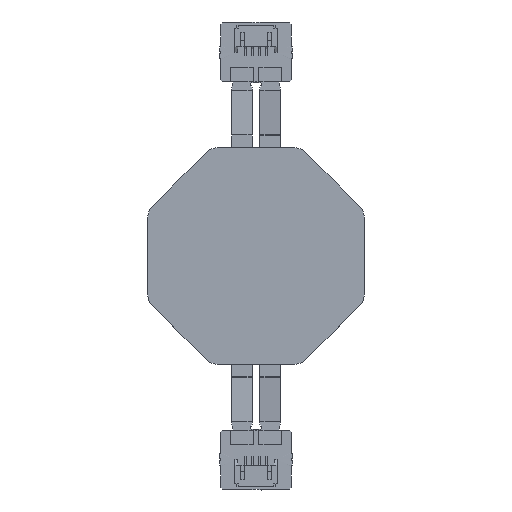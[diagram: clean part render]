
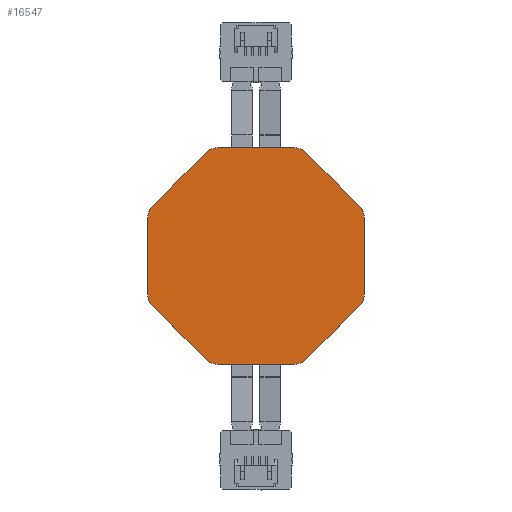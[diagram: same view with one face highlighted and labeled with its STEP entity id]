
A CAD part, top view. The second image highlights one B-rep face of the part: STEP entity #16547.
In plain terms, the highlighted planar face has unit normal (0, 0, 1).
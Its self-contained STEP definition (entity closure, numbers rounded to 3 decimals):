
#4235=DIRECTION('',(0.,-1.,0.));
#4236=VECTOR('',#4235,0.392);
#4237=CARTESIAN_POINT('',(-30.1,13.175,0.575));
#4238=LINE('',#4237,#4236);
#4242=DIRECTION('',(-0.707,-0.707,0.));
#4243=VECTOR('',#4242,23.936);
#4244=CARTESIAN_POINT('',(-13.175,30.1,0.575));
#4245=LINE('',#4244,#4243);
#4249=DIRECTION('',(-1.,0.,0.));
#4250=VECTOR('',#4249,0.392);
#4251=CARTESIAN_POINT('',(-12.783,30.1,0.575));
#4252=LINE('',#4251,#4250);
#4256=CARTESIAN_POINT('',(-10.604,25.6,0.575));
#4257=DIRECTION('',(0.,0.,1.));
#4258=DIRECTION('',(0.,1.,0.));
#4259=AXIS2_PLACEMENT_3D('',#4256,#4257,#4258);
#4264=DIRECTION('',(-1.,0.,0.));
#4265=VECTOR('',#4264,21.208);
#4266=CARTESIAN_POINT('',(10.604,30.6,0.575));
#4267=LINE('',#4266,#4265);
#4271=CARTESIAN_POINT('',(10.604,25.6,0.575));
#4272=DIRECTION('',(0.,0.,1.));
#4273=DIRECTION('',(0.436,0.9,0.));
#4274=AXIS2_PLACEMENT_3D('',#4271,#4272,#4273);
#4279=DIRECTION('',(-1.,0.,0.));
#4280=VECTOR('',#4279,0.392);
#4281=CARTESIAN_POINT('',(13.175,30.1,0.575));
#4282=LINE('',#4281,#4280);
#4286=DIRECTION('',(-0.707,0.707,0.));
#4287=VECTOR('',#4286,23.936);
#4288=CARTESIAN_POINT('',(30.1,13.175,0.575));
#4289=LINE('',#4288,#4287);
#4293=DIRECTION('',(0.,1.,0.));
#4294=VECTOR('',#4293,0.392);
#4295=CARTESIAN_POINT('',(30.1,12.783,0.575));
#4296=LINE('',#4295,#4294);
#4300=CARTESIAN_POINT('',(25.6,10.604,0.575));
#4301=DIRECTION('',(0.,0.,1.));
#4302=DIRECTION('',(1.,0.,0.));
#4303=AXIS2_PLACEMENT_3D('',#4300,#4301,#4302);
#4308=DIRECTION('',(0.,1.,0.));
#4309=VECTOR('',#4308,21.208);
#4310=CARTESIAN_POINT('',(30.6,-10.604,0.575));
#4311=LINE('',#4310,#4309);
#4315=CARTESIAN_POINT('',(25.6,-10.604,0.575));
#4316=DIRECTION('',(0.,0.,1.));
#4317=DIRECTION('',(0.9,-0.436,0.));
#4318=AXIS2_PLACEMENT_3D('',#4315,#4316,#4317);
#4323=DIRECTION('',(0.,1.,0.));
#4324=VECTOR('',#4323,0.392);
#4325=CARTESIAN_POINT('',(30.1,-13.175,0.575));
#4326=LINE('',#4325,#4324);
#4330=DIRECTION('',(0.707,0.707,0.));
#4331=VECTOR('',#4330,23.936);
#4332=CARTESIAN_POINT('',(13.175,-30.1,0.575));
#4333=LINE('',#4332,#4331);
#4337=DIRECTION('',(1.,0.,0.));
#4338=VECTOR('',#4337,0.392);
#4339=CARTESIAN_POINT('',(12.783,-30.1,0.575));
#4340=LINE('',#4339,#4338);
#4344=CARTESIAN_POINT('',(10.604,-25.6,0.575));
#4345=DIRECTION('',(0.,0.,1.));
#4346=DIRECTION('',(0.,-1.,0.));
#4347=AXIS2_PLACEMENT_3D('',#4344,#4345,#4346);
#4352=DIRECTION('',(1.,0.,0.));
#4353=VECTOR('',#4352,21.208);
#4354=CARTESIAN_POINT('',(-10.604,-30.6,0.575));
#4355=LINE('',#4354,#4353);
#4359=CARTESIAN_POINT('',(-10.604,-25.6,0.575));
#4360=DIRECTION('',(0.,0.,1.));
#4361=DIRECTION('',(-0.436,-0.9,0.));
#4362=AXIS2_PLACEMENT_3D('',#4359,#4360,#4361);
#4367=DIRECTION('',(1.,0.,0.));
#4368=VECTOR('',#4367,0.392);
#4369=CARTESIAN_POINT('',(-13.175,-30.1,0.575));
#4370=LINE('',#4369,#4368);
#4374=DIRECTION('',(0.707,-0.707,0.));
#4375=VECTOR('',#4374,23.936);
#4376=CARTESIAN_POINT('',(-30.1,-13.175,0.575));
#4377=LINE('',#4376,#4375);
#4381=DIRECTION('',(0.,-1.,0.));
#4382=VECTOR('',#4381,0.392);
#4383=CARTESIAN_POINT('',(-30.1,-12.783,0.575));
#4384=LINE('',#4383,#4382);
#4388=CARTESIAN_POINT('',(-25.6,-10.604,0.575));
#4389=DIRECTION('',(0.,0.,1.));
#4390=DIRECTION('',(-1.,0.,0.));
#4391=AXIS2_PLACEMENT_3D('',#4388,#4389,#4390);
#4396=DIRECTION('',(0.,-1.,0.));
#4397=VECTOR('',#4396,21.208);
#4398=CARTESIAN_POINT('',(-30.6,10.604,0.575));
#4399=LINE('',#4398,#4397);
#4403=CARTESIAN_POINT('',(-25.6,10.604,0.575));
#4404=DIRECTION('',(0.,0.,1.));
#4405=DIRECTION('',(-0.9,0.436,0.));
#4406=AXIS2_PLACEMENT_3D('',#4403,#4404,#4405);
#10826=CARTESIAN_POINT('',(-30.1,13.175,0.575));
#10827=CARTESIAN_POINT('',(-30.1,12.783,0.575));
#10828=VERTEX_POINT('',#10826);
#10829=VERTEX_POINT('',#10827);
#10830=CARTESIAN_POINT('',(-30.6,10.604,0.575));
#10831=VERTEX_POINT('',#10830);
#10832=CARTESIAN_POINT('',(-30.6,-10.604,0.575));
#10833=VERTEX_POINT('',#10832);
#10834=CARTESIAN_POINT('',(-30.1,-12.783,0.575));
#10835=VERTEX_POINT('',#10834);
#10836=CARTESIAN_POINT('',(-30.1,-13.175,0.575));
#10837=VERTEX_POINT('',#10836);
#10838=CARTESIAN_POINT('',(-13.175,-30.1,0.575));
#10839=VERTEX_POINT('',#10838);
#10840=CARTESIAN_POINT('',(-12.783,-30.1,0.575));
#10841=VERTEX_POINT('',#10840);
#10842=CARTESIAN_POINT('',(-10.604,-30.6,0.575));
#10843=VERTEX_POINT('',#10842);
#10844=CARTESIAN_POINT('',(10.604,-30.6,0.575));
#10845=VERTEX_POINT('',#10844);
#10846=CARTESIAN_POINT('',(12.783,-30.1,0.575));
#10847=VERTEX_POINT('',#10846);
#10848=CARTESIAN_POINT('',(13.175,-30.1,0.575));
#10849=VERTEX_POINT('',#10848);
#10850=CARTESIAN_POINT('',(30.1,-13.175,0.575));
#10851=VERTEX_POINT('',#10850);
#10852=CARTESIAN_POINT('',(30.1,-12.783,0.575));
#10853=VERTEX_POINT('',#10852);
#10854=CARTESIAN_POINT('',(30.6,-10.604,0.575));
#10855=VERTEX_POINT('',#10854);
#10856=CARTESIAN_POINT('',(30.6,10.604,0.575));
#10857=VERTEX_POINT('',#10856);
#10858=CARTESIAN_POINT('',(30.1,12.783,0.575));
#10859=VERTEX_POINT('',#10858);
#10860=CARTESIAN_POINT('',(30.1,13.175,0.575));
#10861=VERTEX_POINT('',#10860);
#10862=CARTESIAN_POINT('',(13.175,30.1,0.575));
#10863=VERTEX_POINT('',#10862);
#10864=CARTESIAN_POINT('',(12.783,30.1,0.575));
#10865=VERTEX_POINT('',#10864);
#10866=CARTESIAN_POINT('',(10.604,30.6,0.575));
#10867=VERTEX_POINT('',#10866);
#10868=CARTESIAN_POINT('',(-10.604,30.6,0.575));
#10869=VERTEX_POINT('',#10868);
#10870=CARTESIAN_POINT('',(-12.783,30.1,0.575));
#10871=VERTEX_POINT('',#10870);
#10872=CARTESIAN_POINT('',(-13.175,30.1,0.575));
#10873=VERTEX_POINT('',#10872);
#16507=CARTESIAN_POINT('',(0.,0.,0.575));
#16508=DIRECTION('',(0.,0.,1.));
#16509=DIRECTION('',(1.,0.,0.));
#16510=AXIS2_PLACEMENT_3D('',#16507,#16508,#16509);
#16511=PLANE('',#16510);
#16512=ORIENTED_EDGE('',*,*,#16413,.F.);
#16514=ORIENTED_EDGE('',*,*,#16513,.F.);
#16516=ORIENTED_EDGE('',*,*,#16515,.F.);
#16518=ORIENTED_EDGE('',*,*,#16517,.F.);
#16520=ORIENTED_EDGE('',*,*,#16519,.F.);
#16522=ORIENTED_EDGE('',*,*,#16521,.F.);
#16524=ORIENTED_EDGE('',*,*,#16523,.F.);
#16526=ORIENTED_EDGE('',*,*,#16525,.F.);
#16527=ORIENTED_EDGE('',*,*,#16233,.F.);
#16528=ORIENTED_EDGE('',*,*,#16313,.F.);
#16529=ORIENTED_EDGE('',*,*,#16287,.F.);
#16530=ORIENTED_EDGE('',*,*,#16260,.F.);
#16531=ORIENTED_EDGE('',*,*,#16205,.F.);
#16532=ORIENTED_EDGE('',*,*,#16178,.F.);
#16533=ORIENTED_EDGE('',*,*,#16123,.F.);
#16534=ORIENTED_EDGE('',*,*,#16096,.F.);
#16535=ORIENTED_EDGE('',*,*,#14000,.F.);
#16537=ORIENTED_EDGE('',*,*,#16536,.F.);
#16538=ORIENTED_EDGE('',*,*,#16151,.F.);
#16540=ORIENTED_EDGE('',*,*,#16539,.F.);
#16541=ORIENTED_EDGE('',*,*,#16439,.F.);
#16542=ORIENTED_EDGE('',*,*,#16386,.F.);
#16543=ORIENTED_EDGE('',*,*,#16490,.F.);
#16544=ORIENTED_EDGE('',*,*,#16465,.F.);
#16545=EDGE_LOOP('',(#16512,#16514,#16516,#16518,#16520,#16522,#16524,#16526,
#16527,#16528,#16529,#16530,#16531,#16532,#16533,#16534,#16535,#16537,#16538,
#16540,#16541,#16542,#16543,#16544));
#16546=FACE_OUTER_BOUND('',#16545,.F.);
#16547=ADVANCED_FACE('',(#16546),#16511,.T.);
#4260=CIRCLE('',#4259,5.);
#4275=CIRCLE('',#4274,5.);
#4304=CIRCLE('',#4303,5.);
#4319=CIRCLE('',#4318,5.);
#4348=CIRCLE('',#4347,5.);
#4363=CIRCLE('',#4362,5.);
#4392=CIRCLE('',#4391,5.);
#4407=CIRCLE('',#4406,5.);
#14000=EDGE_CURVE('',#10843,#10845,#4355,.T.);
#16096=EDGE_CURVE('',#10845,#10847,#4348,.T.);
#16123=EDGE_CURVE('',#10847,#10849,#4340,.T.);
#16151=EDGE_CURVE('',#10839,#10841,#4370,.T.);
#16178=EDGE_CURVE('',#10849,#10851,#4333,.T.);
#16205=EDGE_CURVE('',#10851,#10853,#4326,.T.);
#16233=EDGE_CURVE('',#10859,#10861,#4296,.T.);
#16260=EDGE_CURVE('',#10853,#10855,#4319,.T.);
#16287=EDGE_CURVE('',#10855,#10857,#4311,.T.);
#16313=EDGE_CURVE('',#10857,#10859,#4304,.T.);
#16386=EDGE_CURVE('',#10833,#10835,#4392,.T.);
#16413=EDGE_CURVE('',#10828,#10829,#4238,.T.);
#16439=EDGE_CURVE('',#10835,#10837,#4384,.T.);
#16465=EDGE_CURVE('',#10829,#10831,#4407,.T.);
#16490=EDGE_CURVE('',#10831,#10833,#4399,.T.);
#16513=EDGE_CURVE('',#10873,#10828,#4245,.T.);
#16515=EDGE_CURVE('',#10871,#10873,#4252,.T.);
#16517=EDGE_CURVE('',#10869,#10871,#4260,.T.);
#16519=EDGE_CURVE('',#10867,#10869,#4267,.T.);
#16521=EDGE_CURVE('',#10865,#10867,#4275,.T.);
#16523=EDGE_CURVE('',#10863,#10865,#4282,.T.);
#16525=EDGE_CURVE('',#10861,#10863,#4289,.T.);
#16536=EDGE_CURVE('',#10841,#10843,#4363,.T.);
#16539=EDGE_CURVE('',#10837,#10839,#4377,.T.);
